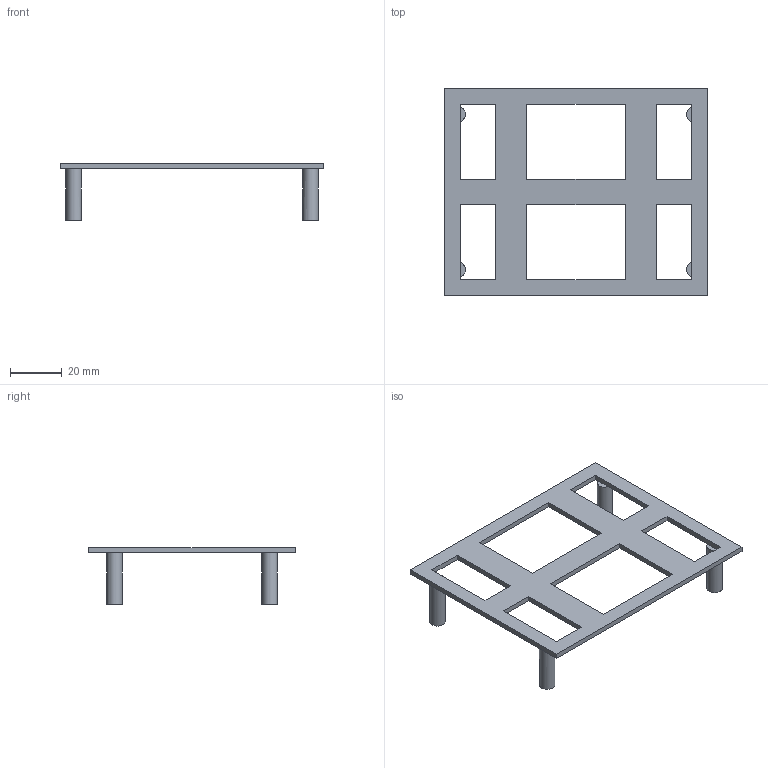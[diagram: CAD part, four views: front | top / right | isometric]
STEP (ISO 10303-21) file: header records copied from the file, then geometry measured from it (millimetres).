
FILE_DESCRIPTION(('Open CASCADE Model'),'2;1');
FILE_NAME('Open CASCADE Shape Model','2025-12-01T21:45:29',('Author'),( 'Open CASCADE'),'Open CASCADE STEP processor 7.8','build123d', 'Unknown');
FILE_SCHEMA(('AUTOMOTIVE_DESIGN { 1 0 10303 214 1 1 1 1 }'));
Length unit declared in the file: millimetre
Products named in the file (1): COMPOUND
Bounding box: 101.5 x 80 x 22 mm (x, y, z)
Volume: 10292.7 mm3; surface area: 12926 mm2
Topology: 1 solids, 1 shells, 50 faces, 124 edges, 80 vertices
Faces by surface type: plane 42, cylinder 8
Full cylindrical faces by diameter (mm): 3.2 x4, 6 x4
Entity records: 3114 total; most frequent: CARTESIAN_POINT 503, DIRECTION 498, LINE 324, VECTOR 324, ORIENTED_EDGE 248, PCURVE 248, DEFINITIONAL_REPRESENTATION 248, EDGE_CURVE 124
